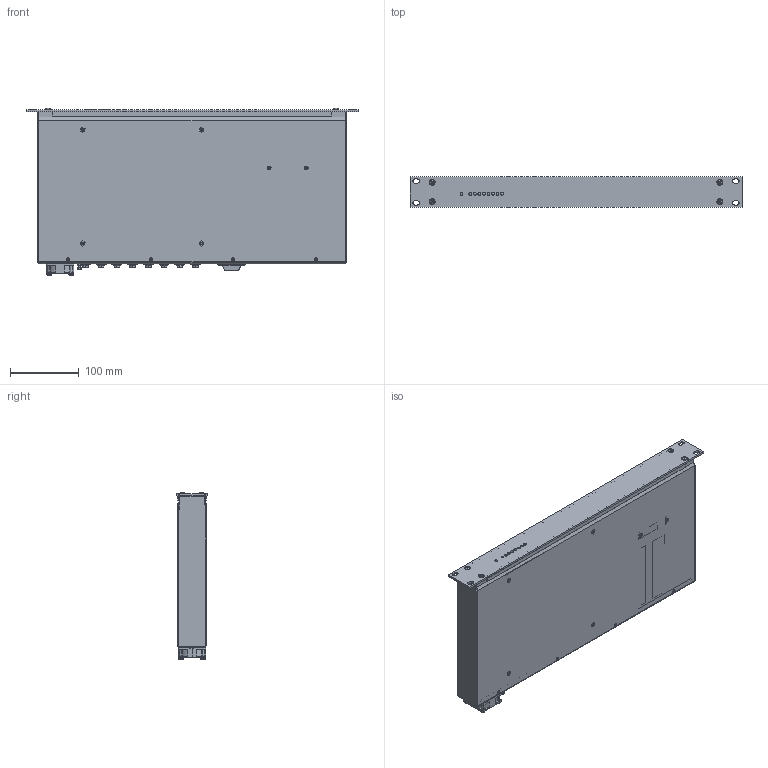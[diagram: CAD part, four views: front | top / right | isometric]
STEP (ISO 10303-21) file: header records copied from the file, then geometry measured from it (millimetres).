
FILE_DESCRIPTION (( 'STEP AP214' ), '1' );
FILE_NAME ('88201870-PD.STEP', '2008-10-21T16:02:41', ( ' ' ), ( ' ' ), 'SwSTEP 2.0', 'SolidWorks 2006104', '' );
FILE_SCHEMA (( 'AUTOMOTIVE_DESIGN' ));
Length unit declared in the file: millimetre
Products named in the file (32): Top Panel A500; Split Lock Washer_M3; 17215470; Rubber Strip_W=0.3; Rubber Strip_W=0.75; 12201580; 17215460; SOS-3.5M3-x_L=14; Hex Nut SST_M3; 12201590; Reg Flat Washer_M3; Pan HD PHIL M3 SST_L=10; Pan HD PHIL M3 SST_L=16; Flat-hd Metric_M3 x 6; Pan HD PHIL M3 SST_L=6; CSK Dome M4_M2.5 x 8; MWA100; R11-4-4.00A-R01CV-V; 12201600; NMB 1606KL; Flat-hd M2.5_M2.5 x 5; CUI-SDF-80J_SDF-80J; 85201930; 1757242; L712RA; 5607-265; 95606A140; 550-5605_Red; Hex Nut-L712; mstba_2.5-2-g-5.08; 88201870-PD
Assembly tree (102 placements, depth 4):
  88201870-PD
    12201600
    Flat-hd Metric_M3 x 6  x2
    Rubber Strip_W=0.75
    Top Panel A500
    NMB 1606KL
    CSK Dome M4_M2.5 x 8  x4
    Flat-hd M2.5_M2.5 x 5  x12
    Pan HD PHIL M3 SST_L=16  x4
    Hex Nut SST_M3  x2
    Pan HD PHIL M3 SST_L=6  x4
    Rubber Strip_W=0.3
    12201580
    SOS-3.5M3-x_L=14  x4
    Split Lock Washer_M3  x4
    17215470  x2
    17215460
    12201590
    85201930
      550-5605_Red  x9
      Hex Nut-L712  x8
      95606A140  x8
      L712RA  x8
      5607-265  x8
      1757242
        mstba_2.5-2-g-5.08
      85201930
      CUI-SDF-80J_SDF-80J
    Reg Flat Washer_M3  x7
    Pan HD PHIL M3 SST_L=10
    MWA100
    R11-4-4.00A-R01CV-V
Bounding box: 482.6 x 43.65 x 243.94 mm (x, y, z)
Volume: 774397.9 mm3; surface area: 734038.3 mm2
Topology: 108 solids, 108 shells, 3022 faces, 7682 edges, 4976 vertices
Faces by surface type: plane 1821, cylinder 870, cone 228, sphere 37, bspline 36, torus 30
Entity records: 58606 total; most frequent: CARTESIAN_POINT 10227, DIRECTION 8640, ORIENTED_EDGE 8382, EDGE_CURVE 4191, AXIS2_PLACEMENT_3D 2938, VECTOR 2764, LINE 2764, VERTEX_POINT 2719
